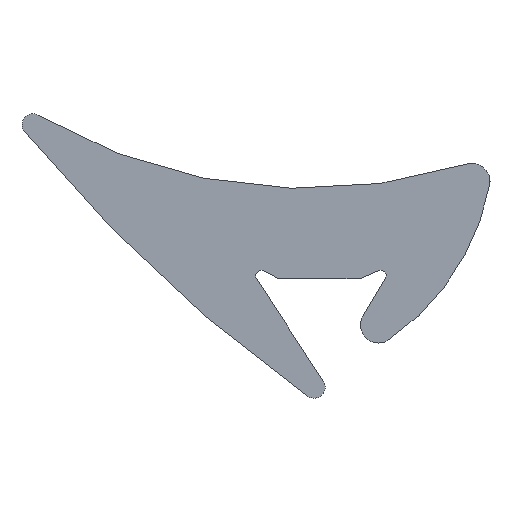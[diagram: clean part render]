
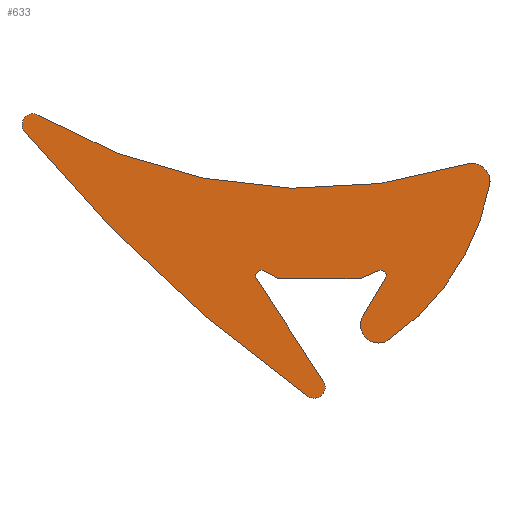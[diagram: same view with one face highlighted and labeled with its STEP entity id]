
A CAD part, front view. The second image highlights one B-rep face of the part: STEP entity #633.
In plain terms, the highlighted planar face has unit normal (0, -1, 0).
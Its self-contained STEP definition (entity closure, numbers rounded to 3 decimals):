
#220=CARTESIAN_POINT('',(2.844,0.,-0.624));
#221=VERTEX_POINT('',#220);
#222=CARTESIAN_POINT('',(0.671,0.,-0.624));
#223=VERTEX_POINT('',#222);
#224=CARTESIAN_POINT('',(2.844,0.,-0.624));
#225=DIRECTION('',(-1.0,0.0,0.0));
#226=VECTOR('',#225,2.173);
#227=LINE('',#224,#226);
#228=EDGE_CURVE('',#221,#223,#227,.T.);
#251=CARTESIAN_POINT('',(0.603,0.,-0.608));
#252=VERTEX_POINT('',#251);
#253=CARTESIAN_POINT('',(0.671,0.,-0.474));
#254=DIRECTION('',(0.,1.0,0.));
#255=DIRECTION('',(-0.452,0.,-0.892));
#256=AXIS2_PLACEMENT_3D('',#253,#254,#255);
#257=CIRCLE('',#256,0.15);
#258=EDGE_CURVE('',#223,#252,#257,.T.);
#276=CARTESIAN_POINT('',(0.21,0.,-0.409));
#277=VERTEX_POINT('',#276);
#278=CARTESIAN_POINT('',(0.603,0.,-0.608));
#279=DIRECTION('',(-0.892,0.,0.452));
#280=VECTOR('',#279,0.441);
#281=LINE('',#278,#280);
#282=EDGE_CURVE('',#252,#277,#281,.T.);
#300=CARTESIAN_POINT('',(0.016,0.,-0.624));
#301=VERTEX_POINT('',#300);
#302=CARTESIAN_POINT('',(0.142,0.,-0.543));
#303=DIRECTION('',(0.,-1.0,0.));
#304=DIRECTION('',(-0.452,0.,-0.892));
#305=AXIS2_PLACEMENT_3D('',#302,#303,#304);
#306=CIRCLE('',#305,0.15);
#307=EDGE_CURVE('',#277,#301,#306,.T.);
#325=CARTESIAN_POINT('',(1.858,0.,-3.458));
#326=VERTEX_POINT('',#325);
#327=CARTESIAN_POINT('',(0.016,0.,-0.624));
#328=DIRECTION('',(0.545,0.,-0.838));
#329=VECTOR('',#328,3.38);
#330=LINE('',#327,#329);
#331=EDGE_CURVE('',#301,#326,#330,.T.);
#349=CARTESIAN_POINT('',(1.432,0.,-3.866));
#350=VERTEX_POINT('',#349);
#351=CARTESIAN_POINT('',(1.606,0.,-3.621));
#352=DIRECTION('',(0.,1.0,0.));
#353=DIRECTION('',(-0.581,0.,-0.814));
#354=AXIS2_PLACEMENT_3D('',#351,#352,#353);
#355=CIRCLE('',#354,0.3);
#356=EDGE_CURVE('',#326,#350,#355,.T.);
#374=CARTESIAN_POINT('',(-6.385,0.,3.431));
#375=VERTEX_POINT('',#374);
#376=CARTESIAN_POINT('',(25.117,0.,29.344));
#377=DIRECTION('',(0.,1.0,0.));
#378=DIRECTION('',(-0.772,0.,-0.635));
#379=AXIS2_PLACEMENT_3D('',#376,#377,#378);
#380=CIRCLE('',#379,40.791);
#381=EDGE_CURVE('',#350,#375,#380,.T.);
#399=CARTESIAN_POINT('',(-6.001,0.,3.88));
#400=VERTEX_POINT('',#399);
#401=CARTESIAN_POINT('',(-6.153,0.,3.621));
#402=DIRECTION('',(0.,1.0,0.));
#403=DIRECTION('',(0.507,0.,0.862));
#404=AXIS2_PLACEMENT_3D('',#401,#402,#403);
#405=CIRCLE('',#404,0.3);
#406=EDGE_CURVE('',#375,#400,#405,.T.);
#424=CARTESIAN_POINT('',(5.803,0.,2.534));
#425=VERTEX_POINT('',#424);
#426=CARTESIAN_POINT('',(1.418,0.,16.508));
#427=DIRECTION('',(0.,-1.0,0.));
#428=DIRECTION('',(0.507,0.,0.862));
#429=AXIS2_PLACEMENT_3D('',#426,#427,#428);
#430=CIRCLE('',#429,14.647);
#431=EDGE_CURVE('',#400,#425,#430,.T.);
#449=CARTESIAN_POINT('',(6.444,0.,1.964));
#450=VERTEX_POINT('',#449);
#451=CARTESIAN_POINT('',(5.953,0.,2.057));
#452=DIRECTION('',(0.,1.0,0.));
#453=DIRECTION('',(0.983,0.,-0.185));
#454=AXIS2_PLACEMENT_3D('',#451,#452,#453);
#455=CIRCLE('',#454,0.5);
#456=EDGE_CURVE('',#425,#450,#455,.T.);
#474=CARTESIAN_POINT('',(3.693,0.,-2.291));
#475=VERTEX_POINT('',#474);
#476=CARTESIAN_POINT('',(-0.134,0.,3.201));
#477=DIRECTION('',(0.,1.0,0.));
#478=DIRECTION('',(0.572,0.,-0.82));
#479=AXIS2_PLACEMENT_3D('',#476,#477,#478);
#480=CIRCLE('',#479,6.694);
#481=EDGE_CURVE('',#450,#475,#480,.T.);
#499=CARTESIAN_POINT('',(2.953,0.,-1.643));
#500=VERTEX_POINT('',#499);
#501=CARTESIAN_POINT('',(3.382,0.,-1.899));
#502=DIRECTION('',(0.,1.0,0.));
#503=DIRECTION('',(-0.858,0.,0.514));
#504=AXIS2_PLACEMENT_3D('',#501,#502,#503);
#505=CIRCLE('',#504,0.5);
#506=EDGE_CURVE('',#475,#500,#505,.T.);
#524=CARTESIAN_POINT('',(3.567,0.,-0.616));
#525=VERTEX_POINT('',#524);
#526=CARTESIAN_POINT('',(2.953,0.,-1.643));
#527=DIRECTION('',(0.514,0.,0.858));
#528=VECTOR('',#527,1.197);
#529=LINE('',#526,#528);
#530=EDGE_CURVE('',#500,#525,#529,.T.);
#548=CARTESIAN_POINT('',(3.378,0.,-0.402));
#549=VERTEX_POINT('',#548);
#550=CARTESIAN_POINT('',(3.439,0.,-0.539));
#551=DIRECTION('',(0.,-1.0,0.));
#552=DIRECTION('',(-0.858,0.,0.514));
#553=AXIS2_PLACEMENT_3D('',#550,#551,#552);
#554=CIRCLE('',#553,0.15);
#555=EDGE_CURVE('',#525,#549,#554,.T.);
#573=CARTESIAN_POINT('',(2.905,0.,-0.611));
#574=VERTEX_POINT('',#573);
#575=CARTESIAN_POINT('',(3.378,0.,-0.402));
#576=DIRECTION('',(-0.914,0.,-0.405));
#577=VECTOR('',#576,0.518);
#578=LINE('',#575,#577);
#579=EDGE_CURVE('',#549,#574,#578,.T.);
#597=CARTESIAN_POINT('',(2.844,0.,-0.474));
#598=DIRECTION('',(0.0,1.0,0.0));
#599=DIRECTION('',(0.0,0.0,-1.0));
#600=AXIS2_PLACEMENT_3D('',#597,#598,#599);
#601=CIRCLE('',#600,0.15);
#602=EDGE_CURVE('',#574,#221,#601,.T.);
#610=CARTESIAN_POINT('',(0.454,0.,0.326));
#611=DIRECTION('',(0.0,1.0,0.0));
#612=DIRECTION('',(0.0,0.0,1.0));
#613=AXIS2_PLACEMENT_3D('',#610,#611,#612);
#614=PLANE('',#613);
#615=ORIENTED_EDGE('',*,*,#228,.F.);
#616=ORIENTED_EDGE('',*,*,#602,.F.);
#617=ORIENTED_EDGE('',*,*,#579,.F.);
#618=ORIENTED_EDGE('',*,*,#555,.F.);
#619=ORIENTED_EDGE('',*,*,#530,.F.);
#620=ORIENTED_EDGE('',*,*,#506,.F.);
#621=ORIENTED_EDGE('',*,*,#481,.F.);
#622=ORIENTED_EDGE('',*,*,#456,.F.);
#623=ORIENTED_EDGE('',*,*,#431,.F.);
#624=ORIENTED_EDGE('',*,*,#406,.F.);
#625=ORIENTED_EDGE('',*,*,#381,.F.);
#626=ORIENTED_EDGE('',*,*,#356,.F.);
#627=ORIENTED_EDGE('',*,*,#331,.F.);
#628=ORIENTED_EDGE('',*,*,#307,.F.);
#629=ORIENTED_EDGE('',*,*,#282,.F.);
#630=ORIENTED_EDGE('',*,*,#258,.F.);
#631=EDGE_LOOP('',(#615,#616,#617,#618,#619,#620,#621,#622,#623,#624,#625,#626,#627,#628,#629,#630));
#632=FACE_OUTER_BOUND('',#631,.T.);
#633=ADVANCED_FACE('',(#632),#614,.F.);
